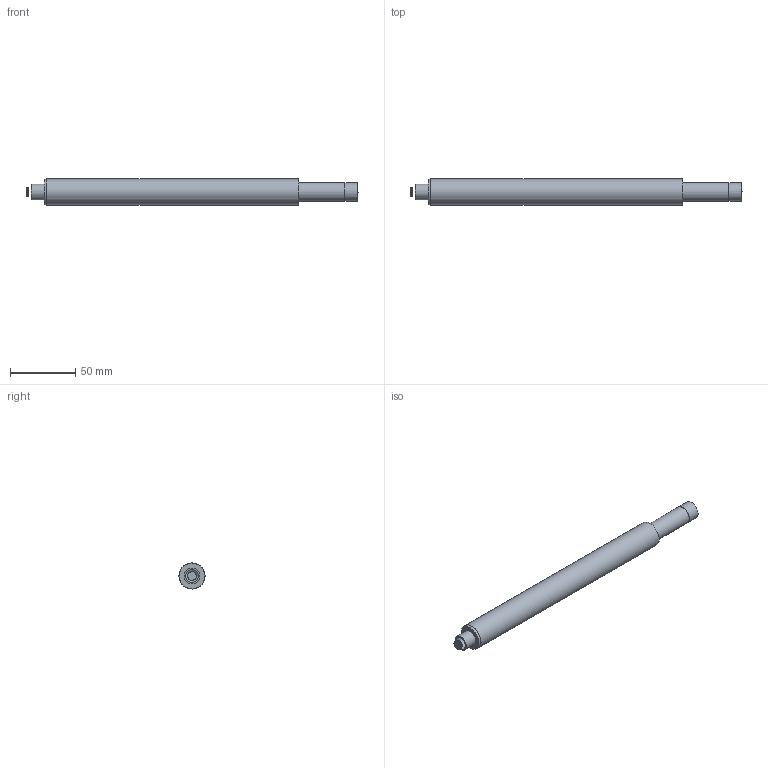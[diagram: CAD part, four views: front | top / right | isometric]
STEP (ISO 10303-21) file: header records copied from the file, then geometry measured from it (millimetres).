
FILE_DESCRIPTION (( 'STEP AP203' ), '1' );
FILE_NAME ('騵詢恲噩芛.STEP', '2024-04-16T05:50:25', ( 'Windows User' ), ( 'P R C' ), 'SwSTEP 2.0', 'SolidWorks 2020', '' );
FILE_SCHEMA (( 'CONFIG_CONTROL_DESIGN' ));
Length unit declared in the file: millimetre
Products named in the file (1): 騵詢恲噩芛
Bounding box: 254.19 x 20 x 20 mm (x, y, z)
Volume: 34102.9 mm3; surface area: 34759.2 mm2
Topology: 28 solids, 28 shells, 190 faces, 330 edges, 219 vertices
Faces by surface type: plane 93, cylinder 67, bspline 26, cone 4
Full cylindrical faces by diameter (mm): 1.224 x1, 1.252 x1, 3.6 x1, 4.2 x3, 4.4 x3, 4.5 x1, 5.3 x2, 5.6 x1, 5.8 x3, 6.162 x1, 6.4 x2, 6.7 x1, 6.729 x1, 6.945 x1, 7 x1, 7.2 x2, 7.4 x1, 8 x2, 8.5 x2, 9 x2, 10 x1, 10.3 x2, 10.9 x1, 11.5 x1, 11.521 x1, 12 x3, 12.5 x1, 13.64 x1, 14 x2, 15.6 x1
Entity records: 4786 total; most frequent: CARTESIAN_POINT 1406, DIRECTION 728, ORIENTED_EDGE 478, AXIS2_PLACEMENT_3D 330, EDGE_LOOP 304, FACE_OUTER_BOUND 255, EDGE_CURVE 239, VERTEX_POINT 201
